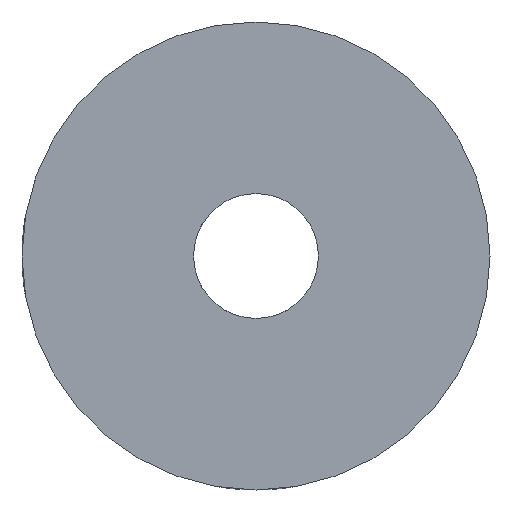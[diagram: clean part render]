
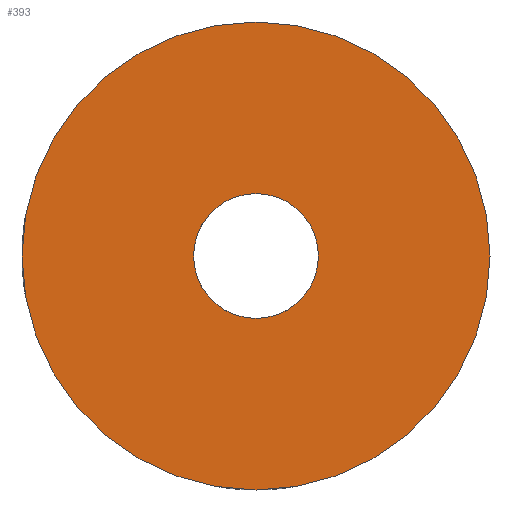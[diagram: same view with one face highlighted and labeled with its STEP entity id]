
A CAD part, front view. The second image highlights one B-rep face of the part: STEP entity #393.
In plain terms, the highlighted planar face has unit normal (0, -1, 0).
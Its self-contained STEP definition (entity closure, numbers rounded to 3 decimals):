
#14 = CARTESIAN_POINT ( 'NONE',  ( 0., 0., 2. ) ) ;
#50 = CIRCLE ( 'NONE', #317, 2. ) ;
#75 = EDGE_CURVE ( 'NONE', #526, #163, #566, .T. ) ;
#86 = AXIS2_PLACEMENT_3D ( 'NONE', #731, #446, #362 ) ;
#119 = DIRECTION ( 'NONE',  ( 0., 0., -1. ) ) ;
#135 = DIRECTION ( 'NONE',  ( 0., 0., -1. ) ) ;
#163 = VERTEX_POINT ( 'NONE', #14 ) ;
#176 = EDGE_LOOP ( 'NONE', ( #886, #787 ) ) ;
#193 = DIRECTION ( 'NONE',  ( 0., -1., 0. ) ) ;
#201 = CARTESIAN_POINT ( 'NONE',  ( 0., 0., 0. ) ) ;
#220 = VERTEX_POINT ( 'NONE', #888 ) ;
#227 = FACE_BOUND ( 'NONE', #176, .T. ) ;
#248 = DIRECTION ( 'NONE',  ( 0., 0., -1. ) ) ;
#267 = CARTESIAN_POINT ( 'NONE',  ( 0., 0., 7.5 ) ) ;
#272 = FACE_OUTER_BOUND ( 'NONE', #720, .T. ) ;
#310 = ORIENTED_EDGE ( 'NONE', *, *, #674, .T. ) ;
#317 = AXIS2_PLACEMENT_3D ( 'NONE', #410, #193, #119 ) ;
#362 = DIRECTION ( 'NONE',  ( 0., 0., -1. ) ) ;
#389 = EDGE_CURVE ( 'NONE', #458, #220, #535, .T. ) ;
#393 = ADVANCED_FACE ( 'NONE', ( #272, #227 ), #844, .T. ) ;
#396 = AXIS2_PLACEMENT_3D ( 'NONE', #201, #586, #135 ) ;
#404 = CARTESIAN_POINT ( 'NONE',  ( 7.5, 0., 0. ) ) ;
#410 = CARTESIAN_POINT ( 'NONE',  ( 0., 0., 0. ) ) ;
#446 = DIRECTION ( 'NONE',  ( 0., -1., 0. ) ) ;
#450 = CIRCLE ( 'NONE', #396, 7.5 ) ;
#458 = VERTEX_POINT ( 'NONE', #267 ) ;
#501 = CARTESIAN_POINT ( 'NONE',  ( 0., 0., 0. ) ) ;
#526 = VERTEX_POINT ( 'NONE', #922 ) ;
#535 = CIRCLE ( 'NONE', #914, 7.5 ) ;
#566 = CIRCLE ( 'NONE', #86, 2. ) ;
#586 = DIRECTION ( 'NONE',  ( 0., -1., 0. ) ) ;
#613 = ORIENTED_EDGE ( 'NONE', *, *, #389, .T. ) ;
#674 = EDGE_CURVE ( 'NONE', #220, #458, #450, .T. ) ;
#720 = EDGE_LOOP ( 'NONE', ( #310, #613 ) ) ;
#731 = CARTESIAN_POINT ( 'NONE',  ( 0., 0., 0. ) ) ;
#781 = DIRECTION ( 'NONE',  ( 0., -1., 0. ) ) ;
#787 = ORIENTED_EDGE ( 'NONE', *, *, #879, .F. ) ;
#793 = AXIS2_PLACEMENT_3D ( 'NONE', #404, #781, #248 ) ;
#844 = PLANE ( 'NONE',  #793 ) ;
#879 = EDGE_CURVE ( 'NONE', #163, #526, #50, .T. ) ;
#886 = ORIENTED_EDGE ( 'NONE', *, *, #75, .F. ) ;
#888 = CARTESIAN_POINT ( 'NONE',  ( 0., 0., -7.5 ) ) ;
#913 = DIRECTION ( 'NONE',  ( 0., -1., 0. ) ) ;
#914 = AXIS2_PLACEMENT_3D ( 'NONE', #501, #913, #920 ) ;
#920 = DIRECTION ( 'NONE',  ( 0., 0., -1. ) ) ;
#922 = CARTESIAN_POINT ( 'NONE',  ( 0., 0., -2. ) ) ;
